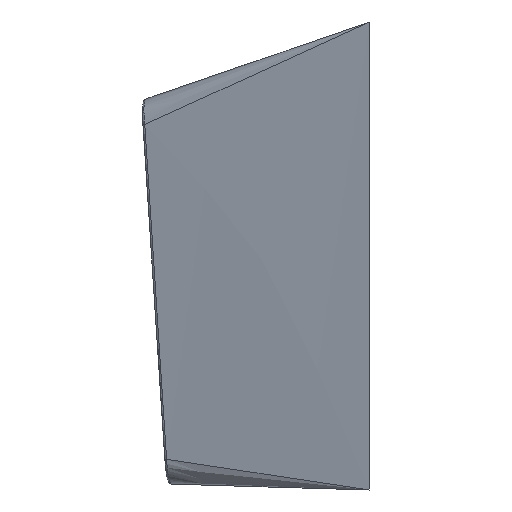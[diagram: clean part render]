
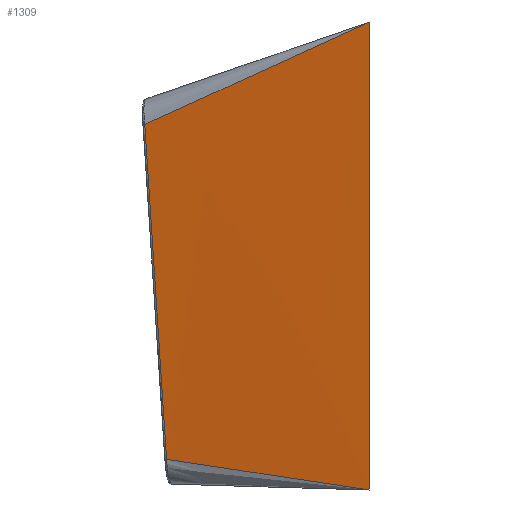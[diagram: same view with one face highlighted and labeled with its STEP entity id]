
A CAD part, left-side view. The second image highlights one B-rep face of the part: STEP entity #1309.
In plain terms, the highlighted free-form (B-spline) face has degree [3, 1] with [6, 2] control points.
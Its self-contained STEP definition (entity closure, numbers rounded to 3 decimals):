
#74 = CARTESIAN_POINT ( 'NONE',  ( 0.88, 2.912, 16.676 ) ) ;
#93 = CARTESIAN_POINT ( 'NONE',  ( 0.45, 1.49, 17.323 ) ) ;
#102 = CARTESIAN_POINT ( 'NONE',  ( 2.513, 8.274, 14.224 ) ) ;
#118 = EDGE_CURVE ( 'NONE', #1567, #1166, #895, .T. ) ;
#127 = CARTESIAN_POINT ( 'NONE',  ( 2.483, 8.178, 14.268 ) ) ;
#128 = EDGE_LOOP ( 'NONE', ( #1497, #1401, #876, #577 ) ) ;
#143 = CARTESIAN_POINT ( 'NONE',  ( 2.625, 8.154, 6.549 ) ) ;
#149 = CARTESIAN_POINT ( 'NONE',  ( 2.626, 8.644, 14.055 ) ) ;
#154 = CARTESIAN_POINT ( 'NONE',  ( 2.65, 7.981, 2.689 ) ) ;
#175 = CARTESIAN_POINT ( 'NONE',  ( 2.65, 8.624, 12.518 ) ) ;
#211 = B_SPLINE_CURVE_WITH_KNOTS ( 'NONE', 3,
 ( #1610, #93, #74, #1079, #230, #1195, #1214, #472, #1461, #1109, #370, #513, #1796, #1784, #962, #948, #1355, #1238, #1512, #674, #788, #1773, #814, #127, #376, #244, #102, #1361, #1506, #1642 ),
 .UNSPECIFIED., .F., .F.,
 ( 4, 2, 2, 1, 1, 1, 2, 2, 1, 2, 2, 1, 1, 1, 1, 2, 2, 2, 4 ),
 ( 0., 0.488, 0.503, 0.519, 0.549, 0.61, 0.732, 0.763, 0.793, 0.854, 0.885, 0.915, 0.93, 0.934, 0.936, 0.937, 0.938, 0.946, 0.976 ),
 .UNSPECIFIED. ) ;
#230 = CARTESIAN_POINT ( 'NONE',  ( 1.316, 4.348, 16.021 ) ) ;
#244 = CARTESIAN_POINT ( 'NONE',  ( 2.5, 8.233, 14.243 ) ) ;
#250 = CARTESIAN_POINT ( 'NONE',  ( 0., 0., 18. ) ) ;
#275 = CARTESIAN_POINT ( 'NONE',  ( 2.625, 8.067, 5.207 ) ) ;
#288 = CARTESIAN_POINT ( 'NONE',  ( 0., 0., 6. ) ) ;
#320 = CARTESIAN_POINT ( 'NONE',  ( 2.624, 7.804, 1.18 ) ) ;
#370 = CARTESIAN_POINT ( 'NONE',  ( 1.964, 6.479, 15.047 ) ) ;
#376 = CARTESIAN_POINT ( 'NONE',  ( 2.485, 8.183, 14.266 ) ) ;
#399 = CARTESIAN_POINT ( 'NONE',  ( 2.626, 8.539, 12.448 ) ) ;
#405 = FACE_OUTER_BOUND ( 'NONE', #128, .T. ) ;
#423 = CARTESIAN_POINT ( 'NONE',  ( 0., 0., 0. ) ) ;
#472 = CARTESIAN_POINT ( 'NONE',  ( 1.481, 4.892, 15.773 ) ) ;
#513 = CARTESIAN_POINT ( 'NONE',  ( 1.991, 6.566, 15.007 ) ) ;
#541 = CARTESIAN_POINT ( 'NONE',  ( 2.624, 7.892, 2.522 ) ) ;
#577 = ORIENTED_EDGE ( 'NONE', *, *, #829, .F. ) ;
#578 = CARTESIAN_POINT ( 'NONE',  ( 2.65, 8.142, 5.146 ) ) ;
#592 = EDGE_CURVE ( 'NONE', #685, #1566, #211, .T. ) ;
#674 = CARTESIAN_POINT ( 'NONE',  ( 2.455, 8.084, 14.311 ) ) ;
#685 = VERTEX_POINT ( 'NONE', #1132 ) ;
#788 = CARTESIAN_POINT ( 'NONE',  ( 2.473, 8.145, 14.284 ) ) ;
#814 = CARTESIAN_POINT ( 'NONE',  ( 2.482, 8.173, 14.271 ) ) ;
#829 = EDGE_CURVE ( 'NONE', #685, #1166, #1038, .T. ) ;
#846 = CARTESIAN_POINT ( 'NONE',  ( 2.65, 8.785, 14.975 ) ) ;
#849 = CARTESIAN_POINT ( 'NONE',  ( 2.625, 8.242, 7.892 ) ) ;
#857 = CARTESIAN_POINT ( 'NONE',  ( 2.625, 8.329, 9.234 ) ) ;
#868 = CARTESIAN_POINT ( 'NONE',  ( 0., 0., 3. ) ) ;
#876 = ORIENTED_EDGE ( 'NONE', *, *, #118, .T. ) ;
#895 = B_SPLINE_CURVE_WITH_KNOTS ( 'NONE', 3,
 ( #320, #1013, #1297, #1733 ),
 .UNSPECIFIED., .F., .F.,
 ( 4, 4 ),
 ( 0.011, 1. ),
 .UNSPECIFIED. ) ;
#901 = EDGE_CURVE ( 'NONE', #1566, #1567, #1449, .T. ) ;
#948 = CARTESIAN_POINT ( 'NONE',  ( 2.289, 7.542, 14.56 ) ) ;
#962 = CARTESIAN_POINT ( 'NONE',  ( 2.208, 7.279, 14.681 ) ) ;
#988 = CARTESIAN_POINT ( 'NONE',  ( 0., 0., 15. ) ) ;
#1013 = CARTESIAN_POINT ( 'NONE',  ( 1.83, 5.419, 0.827 ) ) ;
#1038 = LINE ( 'NONE', #250, #1651 ) ;
#1079 = CARTESIAN_POINT ( 'NONE',  ( 1.303, 4.307, 16.04 ) ) ;
#1102 = CARTESIAN_POINT ( 'NONE',  ( 0., 0., 0. ) ) ;
#1109 = CARTESIAN_POINT ( 'NONE',  ( 1.832, 6.046, 15.246 ) ) ;
#1132 = CARTESIAN_POINT ( 'NONE',  ( 0., 0., 18. ) ) ;
#1156 = CARTESIAN_POINT ( 'NONE',  ( 0., 0., 18. ) ) ;
#1166 = VERTEX_POINT ( 'NONE', #1102 ) ;
#1195 = CARTESIAN_POINT ( 'NONE',  ( 1.343, 4.439, 15.979 ) ) ;
#1214 = CARTESIAN_POINT ( 'NONE',  ( 1.385, 4.576, 15.917 ) ) ;
#1238 = CARTESIAN_POINT ( 'NONE',  ( 2.37, 7.808, 14.438 ) ) ;
#1273 = CARTESIAN_POINT ( 'NONE',  ( 2.626, 8.644, 14.055 ) ) ;
#1297 = CARTESIAN_POINT ( 'NONE',  ( 0.955, 2.818, 0.433 ) ) ;
#1309 = ADVANCED_FACE ( 'NONE', ( #405 ), #1499, .T. ) ;
#1355 = CARTESIAN_POINT ( 'NONE',  ( 2.315, 7.63, 14.52 ) ) ;
#1361 = CARTESIAN_POINT ( 'NONE',  ( 2.571, 8.466, 14.136 ) ) ;
#1401 = ORIENTED_EDGE ( 'NONE', *, *, #901, .T. ) ;
#1407 = CARTESIAN_POINT ( 'NONE',  ( 2.625, 8.434, 10.841 ) ) ;
#1416 = CARTESIAN_POINT ( 'NONE',  ( 0., 0., 12. ) ) ;
#1449 = B_SPLINE_CURVE_WITH_KNOTS ( 'NONE', 3,
 ( #1273, #399, #1407, #857, #849, #143, #275, #1542, #541, #1677 ),
 .UNSPECIFIED., .F., .F.,
 ( 4, 3, 3, 4 ),
 ( 0., 0.005, 0.009, 0.013 ),
 .UNSPECIFIED. ) ;
#1461 = CARTESIAN_POINT ( 'NONE',  ( 1.672, 5.519, 15.487 ) ) ;
#1497 = ORIENTED_EDGE ( 'NONE', *, *, #592, .T. ) ;
#1499 = B_SPLINE_SURFACE_WITH_KNOTS ( 'NONE', 3, 1, ( 
 ( #423, #1683 ),
 ( #868, #154 ),
 ( #288, #578 ),
 ( #1416, #1557 ),
 ( #988, #175 ),
 ( #1156, #846 ) ),
 .UNSPECIFIED., .F., .F., .F.,
 ( 4, 2, 4 ),
 ( 2, 2 ),
 ( 0., 0.5, 1. ),
 ( 0., 1. ),
 .UNSPECIFIED. ) ;
#1506 = CARTESIAN_POINT ( 'NONE',  ( 2.605, 8.577, 14.086 ) ) ;
#1512 = CARTESIAN_POINT ( 'NONE',  ( 2.411, 7.941, 14.377 ) ) ;
#1532 = CARTESIAN_POINT ( 'NONE',  ( 2.624, 7.804, 1.18 ) ) ;
#1542 = CARTESIAN_POINT ( 'NONE',  ( 2.624, 7.979, 3.864 ) ) ;
#1557 = CARTESIAN_POINT ( 'NONE',  ( 2.65, 8.463, 10.061 ) ) ;
#1566 = VERTEX_POINT ( 'NONE', #149 ) ;
#1567 = VERTEX_POINT ( 'NONE', #1532 ) ;
#1610 = CARTESIAN_POINT ( 'NONE',  ( 0., 0., 18. ) ) ;
#1642 = CARTESIAN_POINT ( 'NONE',  ( 2.626, 8.644, 14.055 ) ) ;
#1651 = VECTOR ( 'NONE', #1795, 1000. ) ;
#1677 = CARTESIAN_POINT ( 'NONE',  ( 2.624, 7.804, 1.18 ) ) ;
#1683 = CARTESIAN_POINT ( 'NONE',  ( 2.65, 7.82, 0.232 ) ) ;
#1733 = CARTESIAN_POINT ( 'NONE',  ( 0., 0., 0. ) ) ;
#1773 = CARTESIAN_POINT ( 'NONE',  ( 2.479, 8.164, 14.275 ) ) ;
#1784 = CARTESIAN_POINT ( 'NONE',  ( 2.127, 7.013, 14.803 ) ) ;
#1795 = DIRECTION ( 'NONE',  ( 0., 0., -1. ) ) ;
#1796 = CARTESIAN_POINT ( 'NONE',  ( 2.045, 6.745, 14.925 ) ) ;
